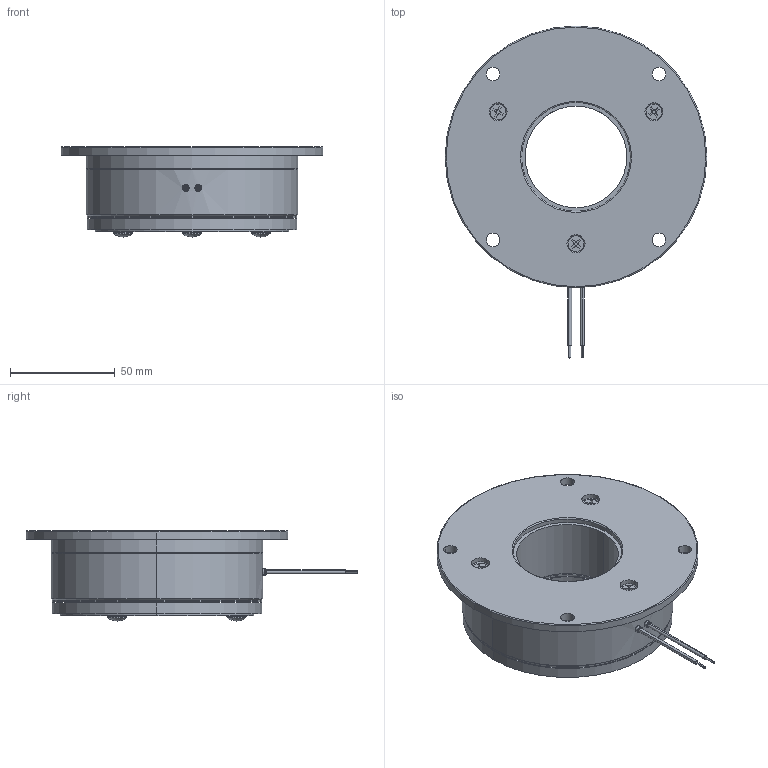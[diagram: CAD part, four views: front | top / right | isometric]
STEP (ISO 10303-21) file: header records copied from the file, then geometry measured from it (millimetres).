
FILE_DESCRIPTION (( 'STEP AP214' ), '1' );
FILE_NAME ('dr_bk_08P1-110_mu.STEP', '2024-05-27T07:32:25', ( '' ), ( '' ), 'SwSTEP 2.0', 'SolidWorks 2022', '' );
FILE_SCHEMA (( 'AUTOMOTIVE_DESIGN' ));
Length unit declared in the file: millimetre
Products named in the file (7): dr_bk_08P1-110_mu; 10068820_000; 10068972_000; 10069029_000; 10068819_000_Einbaulänge 4,05; 10069028_000; 10069030_000
Assembly tree (10 placements, depth 3):
  dr_bk_08P1-110_mu
    10068972_000
    10069028_000
      10069029_000
      10068820_000  x3
      10069030_000
      10068819_000_Einbaulänge 4,05  x3
Bounding box: 125 x 158.5 x 43.05 mm (x, y, z)
Volume: 255835.7 mm3; surface area: 61199.4 mm2
Topology: 11 solids, 11 shells, 278 faces, 638 edges, 398 vertices
Faces by surface type: cylinder 124, plane 70, cone 60, torus 18, sphere 6
Entity records: 9079 total; most frequent: CARTESIAN_POINT 1494, DIRECTION 1264, ORIENTED_EDGE 1064, EDGE_CURVE 532, AXIS2_PLACEMENT_3D 506, VERTEX_POINT 338, EDGE_LOOP 288, CIRCLE 264
